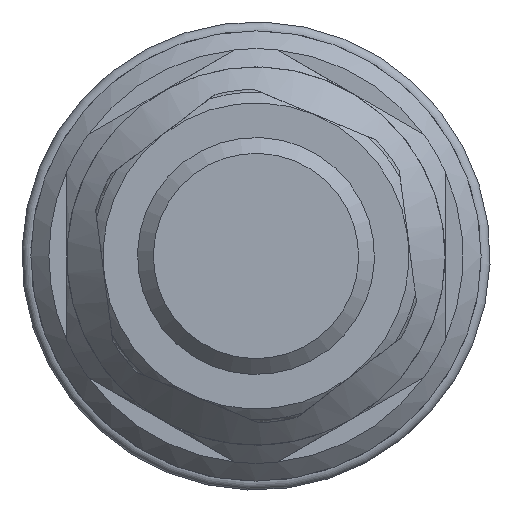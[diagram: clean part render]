
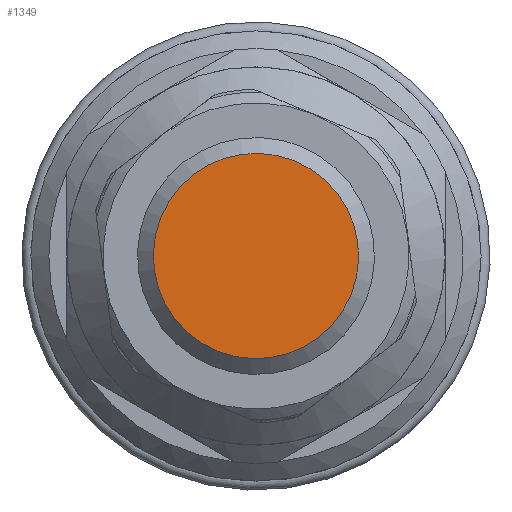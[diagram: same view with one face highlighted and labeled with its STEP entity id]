
A CAD part, left-side view. The second image highlights one B-rep face of the part: STEP entity #1349.
In plain terms, the highlighted planar face has unit normal (-1, 0, 0).
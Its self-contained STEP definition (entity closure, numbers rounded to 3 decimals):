
#1309=CARTESIAN_POINT('',(-19.5,3.468,4.522));
#1310=VERTEX_POINT('',#1309);
#1311=CARTESIAN_POINT('',(-19.5,0.0,0.0));
#1312=DIRECTION('',(1.0,0.0,0.0));
#1313=DIRECTION('',(0.0,-0.609,-0.793));
#1314=AXIS2_PLACEMENT_3D('',#1311,#1312,#1313);
#1315=CIRCLE('',#1314,5.699);
#1316=EDGE_CURVE('',#1310,#1310,#1315,.T.);
#1341=CARTESIAN_POINT('',(-19.5,3.219,4.197));
#1342=DIRECTION('',(-1.0,0.0,0.0));
#1343=DIRECTION('',(0.0,-0.793,0.609));
#1344=AXIS2_PLACEMENT_3D('',#1341,#1342,#1343);
#1345=PLANE('',#1344);
#1346=ORIENTED_EDGE('',*,*,#1316,.F.);
#1347=EDGE_LOOP('',(#1346));
#1348=FACE_OUTER_BOUND('',#1347,.T.);
#1349=ADVANCED_FACE('',(#1348),#1345,.T.);
